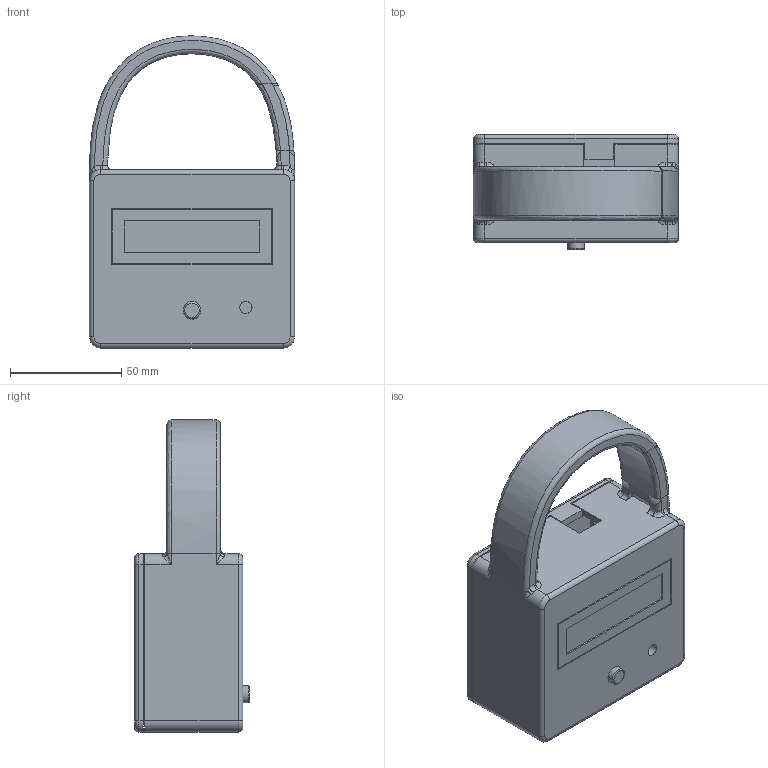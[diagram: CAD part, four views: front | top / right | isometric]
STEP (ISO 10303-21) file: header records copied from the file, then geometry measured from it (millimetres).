
FILE_DESCRIPTION(/* description */ (''),/* implementation_level */ '2;1');
FILE_NAME(/* name */ 'Shellhacks2022 v3.step',/* time_stamp */ '2022-09-11T08:10:25-04:00',/* author */ (''),/* organization */ (''),/* preprocessor_version */ 'ST-DEVELOPER v19',/* originating_system */ 'Autodesk Translation Framework v11.7.0.108',/* authorisation */ '');
FILE_SCHEMA (('AUTOMOTIVE_DESIGN { 1 0 10303 214 3 1 1 }'));
Length unit declared in the file: millimetre
Products named in the file (6): Shellhacks2022; LCD 1602A; Main Body; Latch; Button; Back Panel
Assembly tree (5 placements, depth 2):
  Shellhacks2022
    LCD 1602A
    Main Body
    Latch
    Button
    Back Panel
Bounding box: 92 x 51.57 x 139.99 mm (x, y, z)
Volume: 174023.4 mm3; surface area: 76494.2 mm2
Topology: 5 solids, 5 shells, 513 faces, 1293 edges, 853 vertices
Faces by surface type: plane 312, cylinder 113, bspline 71, torus 17
Full cylindrical faces by diameter (mm): 0.254 x1, 0.762 x32, 1.27 x16, 1.6 x4, 2.6 x5, 2.9 x1, 3.048 x4, 4.6 x3, 5.5 x1, 5.6 x4, 6 x1, 7.6 x1, 8 x1, 10 x1, 11 x1
Entity records: 18472 total; most frequent: CARTESIAN_POINT 5806, ORIENTED_EDGE 2578, DIRECTION 2471, EDGE_CURVE 1289, VERTEX_POINT 853, AXIS2_PLACEMENT_3D 842, LINE 787, VECTOR 787
